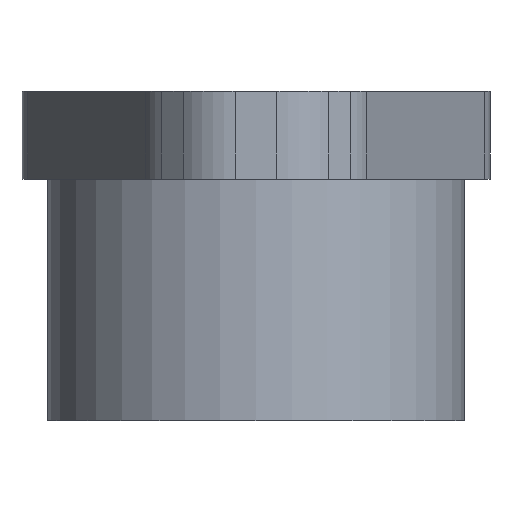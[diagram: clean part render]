
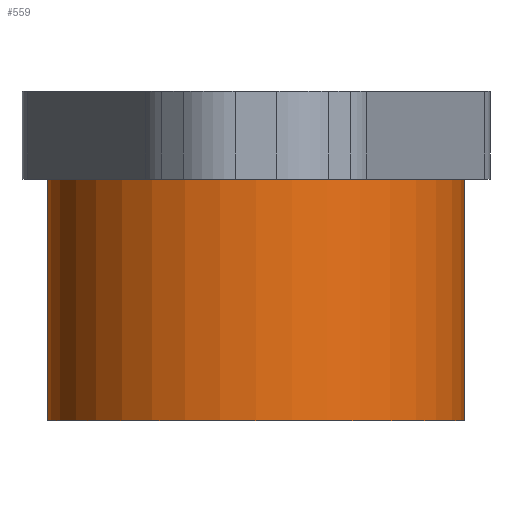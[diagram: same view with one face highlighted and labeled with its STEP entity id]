
A CAD part, front view. The second image highlights one B-rep face of the part: STEP entity #559.
In plain terms, the highlighted cylindrical face has radius 28.5 mm (diameter 57 mm), a full revolution.
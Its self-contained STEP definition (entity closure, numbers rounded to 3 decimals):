
#131=ORIENTED_EDGE('',*,*,#291,.T.);
#132=ORIENTED_EDGE('',*,*,#292,.F.);
#291=EDGE_CURVE('',#371,#371,#427,.T.);
#292=EDGE_CURVE('',#372,#372,#428,.T.);
#371=VERTEX_POINT('',#845);
#372=VERTEX_POINT('',#847);
#427=CIRCLE('',#604,28.5);
#428=CIRCLE('',#605,28.5);
#459=EDGE_LOOP('',(#131));
#460=EDGE_LOOP('',(#132));
#501=FACE_BOUND('',#459,.T.);
#502=FACE_BOUND('',#460,.T.);
#543=CYLINDRICAL_SURFACE('',#603,28.5);
#559=ADVANCED_FACE('',(#501,#502),#543,.T.);
#603=AXIS2_PLACEMENT_3D('',#843,#668,#669);
#604=AXIS2_PLACEMENT_3D('',#844,#670,#671);
#605=AXIS2_PLACEMENT_3D('',#846,#672,#673);
#668=DIRECTION('',(0.,0.,-1.));
#669=DIRECTION('',(-1.,0.,0.));
#670=DIRECTION('',(0.,0.,-1.));
#671=DIRECTION('',(1.,0.,0.));
#672=DIRECTION('',(0.,0.,-1.));
#673=DIRECTION('',(1.,0.,0.));
#843=CARTESIAN_POINT('',(0.,0.,33.));
#844=CARTESIAN_POINT('',(0.,0.,33.));
#845=CARTESIAN_POINT('',(28.5,0.,33.));
#846=CARTESIAN_POINT('',(0.,0.,0.));
#847=CARTESIAN_POINT('',(28.5,0.,0.));
